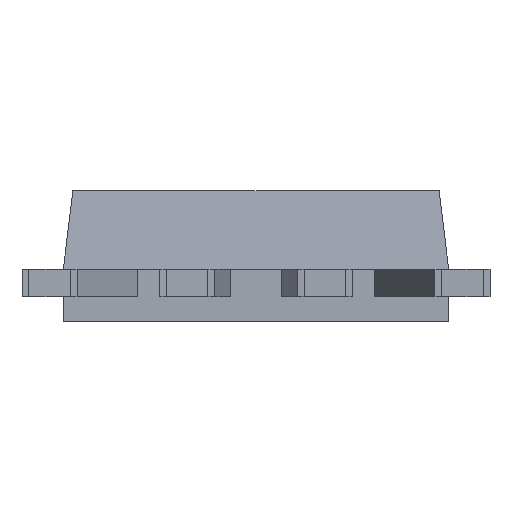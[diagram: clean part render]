
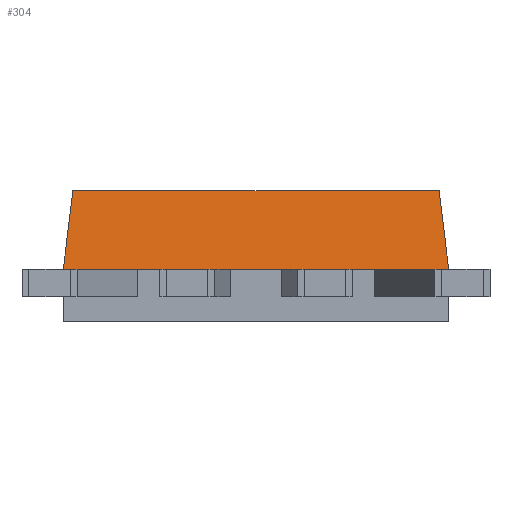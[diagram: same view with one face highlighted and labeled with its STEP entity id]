
A CAD part, front view. The second image highlights one B-rep face of the part: STEP entity #304.
In plain terms, the highlighted planar face has unit normal (0, -0.993, 0.122).
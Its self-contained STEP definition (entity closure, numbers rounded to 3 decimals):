
#35 = VERTEX_POINT ( 'NONE', #636 ) ;
#106 = ORIENTED_EDGE ( 'NONE', *, *, #2046, .F. ) ;
#143 = CARTESIAN_POINT ( 'NONE',  ( -0.488, -1.175, 0. ) ) ;
#192 = EDGE_CURVE ( 'NONE', #2476, #1642, #2440, .T. ) ;
#195 = LINE ( 'NONE', #1345, #1128 ) ;
#196 = DIRECTION ( 'NONE',  ( 1., 0., 0. ) ) ;
#206 = LINE ( 'NONE', #962, #258 ) ;
#258 = VECTOR ( 'NONE', #2320, 1000. ) ;
#260 = CARTESIAN_POINT ( 'NONE',  ( -0.863, -1.175, 0. ) ) ;
#274 = DIRECTION ( 'NONE',  ( 1., 0., 0. ) ) ;
#277 = DIRECTION ( 'NONE',  ( -1., 0., 0. ) ) ;
#304 = ADVANCED_FACE ( 'NONE', ( #2251 ), #2011, .F. ) ;
#349 = VERTEX_POINT ( 'NONE', #143 ) ;
#393 = CARTESIAN_POINT ( 'NONE',  ( 0., -1.105, 0.57 ) ) ;
#426 = VECTOR ( 'NONE', #1737, 1000. ) ;
#439 = CARTESIAN_POINT ( 'NONE',  ( -1.4, -1.175, 0. ) ) ;
#447 = LINE ( 'NONE', #1070, #1495 ) ;
#493 = EDGE_CURVE ( 'NONE', #583, #1170, #969, .T. ) ;
#499 = DIRECTION ( 'NONE',  ( 1., 0., 0. ) ) ;
#503 = CARTESIAN_POINT ( 'NONE',  ( -0.188, -1.175, 0. ) ) ;
#526 = DIRECTION ( 'NONE',  ( 1., 0., 0. ) ) ;
#583 = VERTEX_POINT ( 'NONE', #1762 ) ;
#615 = EDGE_CURVE ( 'NONE', #1109, #2362, #447, .T. ) ;
#636 = CARTESIAN_POINT ( 'NONE',  ( -1.4, -1.175, 0. ) ) ;
#660 = CARTESIAN_POINT ( 'NONE',  ( 0.187, -1.175, 0. ) ) ;
#695 = CARTESIAN_POINT ( 'NONE',  ( 1.33, -1.105, 0.57 ) ) ;
#707 = CARTESIAN_POINT ( 'NONE',  ( -0.188, -1.175, 0. ) ) ;
#718 = EDGE_CURVE ( 'NONE', #2072, #1218, #1743, .T. ) ;
#756 = ORIENTED_EDGE ( 'NONE', *, *, #1199, .T. ) ;
#843 = ORIENTED_EDGE ( 'NONE', *, *, #2166, .T. ) ;
#857 = CARTESIAN_POINT ( 'NONE',  ( 0.863, -1.175, 0. ) ) ;
#877 = EDGE_LOOP ( 'NONE', ( #2274, #2189, #756, #1009, #1030, #106, #2472, #1835, #1880, #1394, #1390, #843 ) ) ;
#918 = EDGE_CURVE ( 'NONE', #583, #1642, #1561, .T. ) ;
#962 = CARTESIAN_POINT ( 'NONE',  ( 1.311, -1.086, 0.729 ) ) ;
#969 = LINE ( 'NONE', #1984, #426 ) ;
#1009 = ORIENTED_EDGE ( 'NONE', *, *, #615, .F. ) ;
#1030 = ORIENTED_EDGE ( 'NONE', *, *, #1147, .T. ) ;
#1038 = VECTOR ( 'NONE', #526, 1000. ) ;
#1070 = CARTESIAN_POINT ( 'NONE',  ( -0.863, -1.175, 0. ) ) ;
#1093 = EDGE_CURVE ( 'NONE', #2476, #2109, #2177, .T. ) ;
#1109 = VERTEX_POINT ( 'NONE', #260 ) ;
#1128 = VECTOR ( 'NONE', #1150, 1000. ) ;
#1147 = EDGE_CURVE ( 'NONE', #1109, #349, #1665, .T. ) ;
#1150 = DIRECTION ( 'NONE',  ( 1., 0., 0. ) ) ;
#1160 = VECTOR ( 'NONE', #2394, 1000. ) ;
#1170 = VERTEX_POINT ( 'NONE', #660 ) ;
#1193 = CARTESIAN_POINT ( 'NONE',  ( -1.163, -1.175, 0. ) ) ;
#1199 = EDGE_CURVE ( 'NONE', #35, #2362, #1481, .T. ) ;
#1205 = DIRECTION ( 'NONE',  ( 1., 0., 0. ) ) ;
#1218 = VERTEX_POINT ( 'NONE', #695 ) ;
#1236 = VERTEX_POINT ( 'NONE', #707 ) ;
#1255 = CARTESIAN_POINT ( 'NONE',  ( 1.163, -1.175, 0. ) ) ;
#1257 = CARTESIAN_POINT ( 'NONE',  ( 1.4, -1.175, 0. ) ) ;
#1270 = DIRECTION ( 'NONE',  ( -1., 0., 0. ) ) ;
#1345 = CARTESIAN_POINT ( 'NONE',  ( -1.4, -1.175, 0. ) ) ;
#1364 = VECTOR ( 'NONE', #1205, 1000. ) ;
#1390 = ORIENTED_EDGE ( 'NONE', *, *, #1093, .T. ) ;
#1394 = ORIENTED_EDGE ( 'NONE', *, *, #192, .F. ) ;
#1447 = VECTOR ( 'NONE', #1647, 1000. ) ;
#1456 = DIRECTION ( 'NONE',  ( 0., 0.993, -0.122 ) ) ;
#1460 = LINE ( 'NONE', #503, #1559 ) ;
#1481 = LINE ( 'NONE', #2212, #2065 ) ;
#1495 = VECTOR ( 'NONE', #277, 1000. ) ;
#1559 = VECTOR ( 'NONE', #1270, 1000. ) ;
#1561 = LINE ( 'NONE', #2383, #2167 ) ;
#1627 = CARTESIAN_POINT ( 'NONE',  ( 0.863, -1.175, 0. ) ) ;
#1642 = VERTEX_POINT ( 'NONE', #857 ) ;
#1647 = DIRECTION ( 'NONE',  ( -0.121, -0.121, -0.985 ) ) ;
#1653 = EDGE_CURVE ( 'NONE', #2072, #35, #2248, .T. ) ;
#1665 = LINE ( 'NONE', #1819, #1038 ) ;
#1737 = DIRECTION ( 'NONE',  ( -1., 0., 0. ) ) ;
#1743 = LINE ( 'NONE', #393, #2479 ) ;
#1762 = CARTESIAN_POINT ( 'NONE',  ( 0.487, -1.175, 0. ) ) ;
#1819 = CARTESIAN_POINT ( 'NONE',  ( -1.4, -1.175, 0. ) ) ;
#1835 = ORIENTED_EDGE ( 'NONE', *, *, #493, .F. ) ;
#1853 = CARTESIAN_POINT ( 'NONE',  ( -1.311, -1.086, 0.729 ) ) ;
#1880 = ORIENTED_EDGE ( 'NONE', *, *, #918, .T. ) ;
#1984 = CARTESIAN_POINT ( 'NONE',  ( 0.188, -1.175, 0. ) ) ;
#2001 = CARTESIAN_POINT ( 'NONE',  ( 0., -1.105, 0.57 ) ) ;
#2011 = PLANE ( 'NONE',  #2222 ) ;
#2039 = DIRECTION ( 'NONE',  ( 1., 0., 0. ) ) ;
#2046 = EDGE_CURVE ( 'NONE', #1236, #349, #1460, .T. ) ;
#2065 = VECTOR ( 'NONE', #2039, 1000. ) ;
#2072 = VERTEX_POINT ( 'NONE', #2227 ) ;
#2109 = VERTEX_POINT ( 'NONE', #1257 ) ;
#2166 = EDGE_CURVE ( 'NONE', #2109, #1218, #206, .T. ) ;
#2167 = VECTOR ( 'NONE', #274, 1000. ) ;
#2177 = LINE ( 'NONE', #439, #1364 ) ;
#2189 = ORIENTED_EDGE ( 'NONE', *, *, #1653, .T. ) ;
#2212 = CARTESIAN_POINT ( 'NONE',  ( -1.4, -1.175, 0. ) ) ;
#2222 = AXIS2_PLACEMENT_3D ( 'NONE', #2001, #1456, #499 ) ;
#2227 = CARTESIAN_POINT ( 'NONE',  ( -1.33, -1.105, 0.57 ) ) ;
#2244 = EDGE_CURVE ( 'NONE', #1236, #1170, #195, .T. ) ;
#2248 = LINE ( 'NONE', #1853, #1447 ) ;
#2251 = FACE_OUTER_BOUND ( 'NONE', #877, .T. ) ;
#2274 = ORIENTED_EDGE ( 'NONE', *, *, #718, .F. ) ;
#2320 = DIRECTION ( 'NONE',  ( -0.121, 0.121, 0.985 ) ) ;
#2362 = VERTEX_POINT ( 'NONE', #1193 ) ;
#2383 = CARTESIAN_POINT ( 'NONE',  ( -1.4, -1.175, 0. ) ) ;
#2394 = DIRECTION ( 'NONE',  ( -1., 0., 0. ) ) ;
#2440 = LINE ( 'NONE', #1627, #1160 ) ;
#2472 = ORIENTED_EDGE ( 'NONE', *, *, #2244, .T. ) ;
#2476 = VERTEX_POINT ( 'NONE', #1255 ) ;
#2479 = VECTOR ( 'NONE', #196, 1000. ) ;
